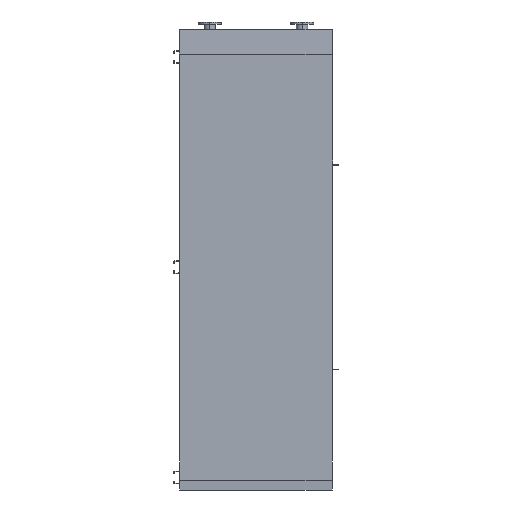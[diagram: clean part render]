
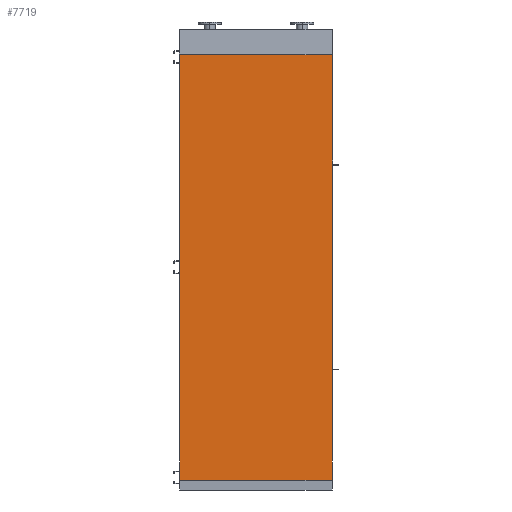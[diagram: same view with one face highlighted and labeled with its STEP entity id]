
A CAD part, front view. The second image highlights one B-rep face of the part: STEP entity #7719.
In plain terms, the highlighted planar face has unit normal (0, -1, 0).
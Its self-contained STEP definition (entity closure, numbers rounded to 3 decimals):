
#662 = CARTESIAN_POINT ( 'NONE',  ( 725., 0., -4050. ) ) ;
#1441 = EDGE_CURVE ( 'NONE', #12376, #8807, #9908, .T. ) ;
#1497 = VECTOR ( 'NONE', #2090, 1000. ) ;
#1714 = AXIS2_PLACEMENT_3D ( 'NONE', #3741, #8139, #3023 ) ;
#2004 = VERTEX_POINT ( 'NONE', #6742 ) ;
#2090 = DIRECTION ( 'NONE',  ( 0., 0., 1. ) ) ;
#2225 = ORIENTED_EDGE ( 'NONE', *, *, #9316, .F. ) ;
#2500 = DIRECTION ( 'NONE',  ( 1., 0., 0. ) ) ;
#3023 = DIRECTION ( 'NONE',  ( 0., 0., -1. ) ) ;
#3172 = EDGE_LOOP ( 'NONE', ( #6569, #2225, #12195, #9695 ) ) ;
#3360 = VECTOR ( 'NONE', #4502, 1000. ) ;
#3741 = CARTESIAN_POINT ( 'NONE',  ( -725., 0., -4050. ) ) ;
#4207 = EDGE_CURVE ( 'NONE', #2004, #9149, #7888, .T. ) ;
#4427 = DIRECTION ( 'NONE',  ( 1., 0., 0. ) ) ;
#4502 = DIRECTION ( 'NONE',  ( 0., 0., 1. ) ) ;
#4511 = CARTESIAN_POINT ( 'NONE',  ( -725., 0., 0. ) ) ;
#6569 = ORIENTED_EDGE ( 'NONE', *, *, #4207, .F. ) ;
#6742 = CARTESIAN_POINT ( 'NONE',  ( -725., 0., 0. ) ) ;
#7593 = CARTESIAN_POINT ( 'NONE',  ( -725., 0., -4050. ) ) ;
#7719 = ADVANCED_FACE ( 'NONE', ( #13623 ), #11454, .T. ) ;
#7772 = LINE ( 'NONE', #10807, #1497 ) ;
#7850 = VECTOR ( 'NONE', #4427, 1000. ) ;
#7888 = LINE ( 'NONE', #4511, #9062 ) ;
#7947 = EDGE_CURVE ( 'NONE', #8807, #9149, #7772, .T. ) ;
#8139 = DIRECTION ( 'NONE',  ( 0., -1., 0. ) ) ;
#8807 = VERTEX_POINT ( 'NONE', #662 ) ;
#8885 = CARTESIAN_POINT ( 'NONE',  ( -725., 0., -4050. ) ) ;
#9062 = VECTOR ( 'NONE', #2500, 1000. ) ;
#9149 = VERTEX_POINT ( 'NONE', #10648 ) ;
#9316 = EDGE_CURVE ( 'NONE', #12376, #2004, #9977, .T. ) ;
#9692 = CARTESIAN_POINT ( 'NONE',  ( -725., 0., -4050. ) ) ;
#9695 = ORIENTED_EDGE ( 'NONE', *, *, #7947, .T. ) ;
#9908 = LINE ( 'NONE', #9692, #7850 ) ;
#9977 = LINE ( 'NONE', #7593, #3360 ) ;
#10648 = CARTESIAN_POINT ( 'NONE',  ( 725., 0., 0. ) ) ;
#10807 = CARTESIAN_POINT ( 'NONE',  ( 725., 0., -4050. ) ) ;
#11454 = PLANE ( 'NONE',  #1714 ) ;
#12195 = ORIENTED_EDGE ( 'NONE', *, *, #1441, .T. ) ;
#12376 = VERTEX_POINT ( 'NONE', #8885 ) ;
#13623 = FACE_OUTER_BOUND ( 'NONE', #3172, .T. ) ;
